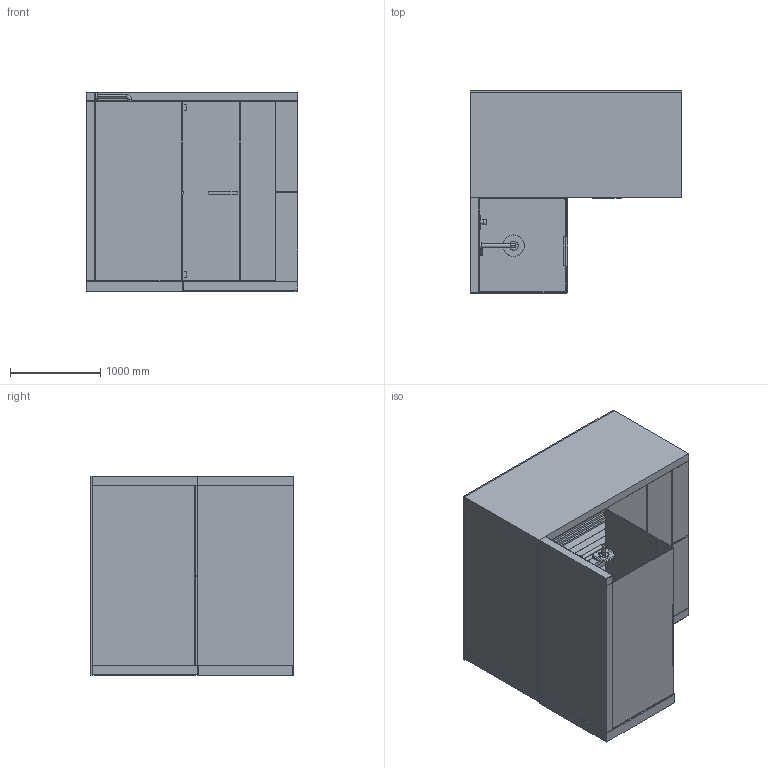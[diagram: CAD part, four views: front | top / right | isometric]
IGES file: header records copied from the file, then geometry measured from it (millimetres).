
Global section: file name: No Iges File Name specified; native system: Autodesk Inventor 2011; preprocessor: AutoDesk Inventor Iges Exporter R2011; author: Administrator; date: 20141202.191126; units: millimetre
Bounding box: 2350.01 x 2246.55 x 2220.05 mm (x, y, z)
Volume: 2207481703.2 mm3; surface area: 81527902.5 mm2
Topology: 98 solids, 99 shells, 1437 faces, 3041 edges, 1995 vertices
Faces by surface type: plane 918, revolution 435, cylinder 54, torus 20, bspline 8, cone 2
